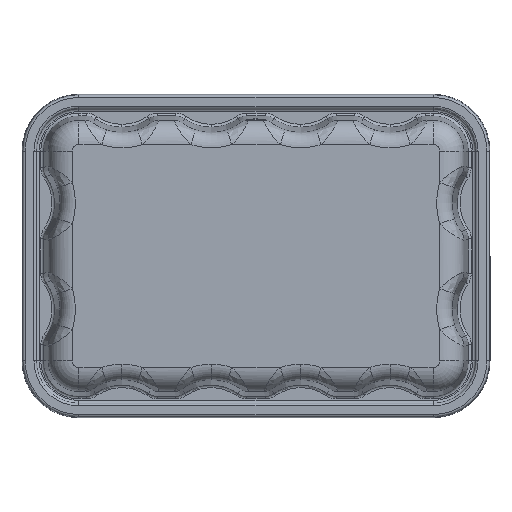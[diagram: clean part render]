
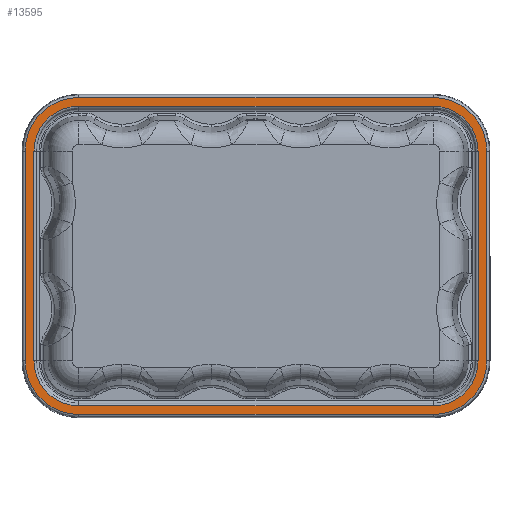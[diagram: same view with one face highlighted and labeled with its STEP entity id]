
A CAD part, front view. The second image highlights one B-rep face of the part: STEP entity #13595.
In plain terms, the highlighted planar face has unit normal (0, -1, 0).
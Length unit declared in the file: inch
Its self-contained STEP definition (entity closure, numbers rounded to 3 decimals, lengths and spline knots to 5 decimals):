
#7 = CIRCLE ( 'NONE', #103, 0.4655 ) ;
#64 = CARTESIAN_POINT ( 'NONE',  ( -1.838, -0.145, 1.088 ) ) ;
#65 = DIRECTION ( 'NONE',  ( 0., 0., 1. ) ) ;
#66 = DIRECTION ( 'NONE',  ( 0., 1., 0. ) ) ;
#102 = CARTESIAN_POINT ( 'NONE',  ( -1.838, -0.145, 1.088 ) ) ;
#103 = AXIS2_PLACEMENT_3D ( 'NONE', #102, #66, #65 ) ;
#132 = DIRECTION ( 'NONE',  ( 0., 0., 1. ) ) ;
#133 = DIRECTION ( 'NONE',  ( 0., 1., 0. ) ) ;
#134 = AXIS2_PLACEMENT_3D ( 'NONE', #64, #133, #132 ) ;
#135 = CIRCLE ( 'NONE', #134, 0.55605 ) ;
#280 = DIRECTION ( 'NONE',  ( 1., 0., 0. ) ) ;
#281 = VECTOR ( 'NONE', #280, 39.37008 ) ;
#282 = CARTESIAN_POINT ( 'NONE',  ( -1.838, -0.145, 1.64405 ) ) ;
#283 = LINE ( 'NONE', #282, #281 ) ;
#592 = CARTESIAN_POINT ( 'NONE',  ( -1.838, -0.145, 1.64405 ) ) ;
#5975 = DIRECTION ( 'NONE',  ( 0., 0., 1. ) ) ;
#5976 = DIRECTION ( 'NONE',  ( 0., 1., 0. ) ) ;
#5977 = AXIS2_PLACEMENT_3D ( 'NONE', #5984, #5976, #5975 ) ;
#5978 = CIRCLE ( 'NONE', #5977, 0.4655 ) ;
#5984 = CARTESIAN_POINT ( 'NONE',  ( -1.838, -0.145, -1.088 ) ) ;
#6000 = CARTESIAN_POINT ( 'NONE',  ( 1.838, -0.145, -1.64405 ) ) ;
#6002 = DIRECTION ( 'NONE',  ( -1., 0., 0. ) ) ;
#6032 = VECTOR ( 'NONE', #6002, 39.37008 ) ;
#6034 = CARTESIAN_POINT ( 'NONE',  ( 1.838, -0.145, -1.64405 ) ) ;
#6077 = CARTESIAN_POINT ( 'NONE',  ( -1.838, -0.145, -1.5535 ) ) ;
#6103 = LINE ( 'NONE', #6000, #6032 ) ;
#6403 = CARTESIAN_POINT ( 'NONE',  ( -2.3035, -0.145, -1.088 ) ) ;
#6405 = DIRECTION ( 'NONE',  ( -1., 0., 0. ) ) ;
#6406 = VECTOR ( 'NONE', #6405, 39.37008 ) ;
#6407 = CARTESIAN_POINT ( 'NONE',  ( 1.838, -0.145, -1.5535 ) ) ;
#6408 = LINE ( 'NONE', #6407, #6406 ) ;
#6741 = CARTESIAN_POINT ( 'NONE',  ( 1.838, -0.145, -1.5535 ) ) ;
#11736 = CIRCLE ( 'NONE', #11762, 0.55605 ) ;
#11751 = CARTESIAN_POINT ( 'NONE',  ( -2.39405, -0.145, -1.088 ) ) ;
#11752 = DIRECTION ( 'NONE',  ( 0., 0., 1. ) ) ;
#11753 = DIRECTION ( 'NONE',  ( 0., 1., 0. ) ) ;
#11761 = CARTESIAN_POINT ( 'NONE',  ( -1.838, -0.145, -1.088 ) ) ;
#11762 = AXIS2_PLACEMENT_3D ( 'NONE', #11761, #11753, #11752 ) ;
#11906 = CARTESIAN_POINT ( 'NONE',  ( -1.838, -0.145, -1.64405 ) ) ;
#13355 = EDGE_CURVE ( 'NONE', #13432, #13551, #17817, .T. ) ;
#13362 = VERTEX_POINT ( 'NONE', #17794 ) ;
#13394 = VERTEX_POINT ( 'NONE', #17939 ) ;
#13400 = VERTEX_POINT ( 'NONE', #17927 ) ;
#13410 = EDGE_CURVE ( 'NONE', #13574, #13531, #17784, .T. ) ;
#13412 = VERTEX_POINT ( 'NONE', #17779 ) ;
#13417 = EDGE_CURVE ( 'NONE', #13531, #13412, #17773, .T. ) ;
#13432 = VERTEX_POINT ( 'NONE', #17871 ) ;
#13524 = VERTEX_POINT ( 'NONE', #18065 ) ;
#13526 = EDGE_CURVE ( 'NONE', #13412, #15523, #18229, .T. ) ;
#13531 = VERTEX_POINT ( 'NONE', #18225 ) ;
#13551 = VERTEX_POINT ( 'NONE', #18419 ) ;
#13569 = EDGE_CURVE ( 'NONE', #13524, #15830, #18251, .T. ) ;
#13574 = VERTEX_POINT ( 'NONE', #18310 ) ;
#13577 = EDGE_CURVE ( 'NONE', #13551, #13524, #18345, .T. ) ;
#13595 = ADVANCED_FACE ( 'NONE', ( #18334, #18333 ), #18332, .F. ) ;
#13596 = ORIENTED_EDGE ( 'NONE', *, *, #13601, .F. ) ;
#13597 = ORIENTED_EDGE ( 'NONE', *, *, #13526, .F. ) ;
#13600 = EDGE_CURVE ( 'NONE', #13362, #13432, #18383, .T. ) ;
#13601 = EDGE_CURVE ( 'NONE', #13394, #15656, #18379, .T. ) ;
#13605 = EDGE_CURVE ( 'NONE', #13400, #17500, #18375, .T. ) ;
#13609 = ORIENTED_EDGE ( 'NONE', *, *, #13577, .T. ) ;
#13611 = ORIENTED_EDGE ( 'NONE', *, *, #13355, .T. ) ;
#13614 = ORIENTED_EDGE ( 'NONE', *, *, #13647, .T. ) ;
#13636 = ORIENTED_EDGE ( 'NONE', *, *, #13417, .F. ) ;
#13637 = ORIENTED_EDGE ( 'NONE', *, *, #13410, .F. ) ;
#13638 = ORIENTED_EDGE ( 'NONE', *, *, #13686, .F. ) ;
#13639 = ORIENTED_EDGE ( 'NONE', *, *, #13660, .F. ) ;
#13647 = EDGE_CURVE ( 'NONE', #13394, #13362, #7, .T. ) ;
#13659 = EDGE_LOOP ( 'NONE', ( #13596, #13614, #13709, #13611, #13609, #13749, #13784, #13764 ) ) ;
#13660 = EDGE_CURVE ( 'NONE', #13400, #13779, #135, .T. ) ;
#13686 = EDGE_CURVE ( 'NONE', #13779, #13574, #283, .T. ) ;
#13700 = ORIENTED_EDGE ( 'NONE', *, *, #13605, .T. ) ;
#13701 = ORIENTED_EDGE ( 'NONE', *, *, #17499, .F. ) ;
#13702 = ORIENTED_EDGE ( 'NONE', *, *, #15525, .F. ) ;
#13709 = ORIENTED_EDGE ( 'NONE', *, *, #13600, .T. ) ;
#13749 = ORIENTED_EDGE ( 'NONE', *, *, #13569, .T. ) ;
#13764 = ORIENTED_EDGE ( 'NONE', *, *, #15519, .T. ) ;
#13765 = EDGE_LOOP ( 'NONE', ( #13700, #13701, #13702, #13597, #13636, #13637, #13638, #13639 ) ) ;
#13779 = VERTEX_POINT ( 'NONE', #592 ) ;
#13784 = ORIENTED_EDGE ( 'NONE', *, *, #15675, .T. ) ;
#15519 = EDGE_CURVE ( 'NONE', #15535, #15656, #5978, .T. ) ;
#15523 = VERTEX_POINT ( 'NONE', #6034 ) ;
#15525 = EDGE_CURVE ( 'NONE', #15523, #17510, #6103, .T. ) ;
#15535 = VERTEX_POINT ( 'NONE', #6077 ) ;
#15656 = VERTEX_POINT ( 'NONE', #6403 ) ;
#15675 = EDGE_CURVE ( 'NONE', #15830, #15535, #6408, .T. ) ;
#15830 = VERTEX_POINT ( 'NONE', #6741 ) ;
#17499 = EDGE_CURVE ( 'NONE', #17510, #17500, #11736, .T. ) ;
#17500 = VERTEX_POINT ( 'NONE', #11751 ) ;
#17510 = VERTEX_POINT ( 'NONE', #11906 ) ;
#17770 = DIRECTION ( 'NONE',  ( 0., 0., -1. ) ) ;
#17771 = VECTOR ( 'NONE', #17770, 39.37008 ) ;
#17772 = CARTESIAN_POINT ( 'NONE',  ( 2.39405, -0.145, 1.088 ) ) ;
#17773 = LINE ( 'NONE', #17772, #17771 ) ;
#17779 = CARTESIAN_POINT ( 'NONE',  ( 2.39405, -0.145, -1.088 ) ) ;
#17780 = DIRECTION ( 'NONE',  ( 0., 0., 1. ) ) ;
#17781 = DIRECTION ( 'NONE',  ( 0., 1., 0. ) ) ;
#17782 = CARTESIAN_POINT ( 'NONE',  ( 1.838, -0.145, 1.088 ) ) ;
#17783 = AXIS2_PLACEMENT_3D ( 'NONE', #17782, #17781, #17780 ) ;
#17784 = CIRCLE ( 'NONE', #17783, 0.55605 ) ;
#17794 = CARTESIAN_POINT ( 'NONE',  ( -1.838, -0.145, 1.5535 ) ) ;
#17813 = DIRECTION ( 'NONE',  ( 0., 0., 1. ) ) ;
#17814 = DIRECTION ( 'NONE',  ( 0., 1., 0. ) ) ;
#17815 = CARTESIAN_POINT ( 'NONE',  ( 1.838, -0.145, 1.088 ) ) ;
#17816 = AXIS2_PLACEMENT_3D ( 'NONE', #17815, #17814, #17813 ) ;
#17817 = CIRCLE ( 'NONE', #17816, 0.4655 ) ;
#17871 = CARTESIAN_POINT ( 'NONE',  ( 1.838, -0.145, 1.5535 ) ) ;
#17927 = CARTESIAN_POINT ( 'NONE',  ( -2.39405, -0.145, 1.088 ) ) ;
#17939 = CARTESIAN_POINT ( 'NONE',  ( -2.3035, -0.145, 1.088 ) ) ;
#18065 = CARTESIAN_POINT ( 'NONE',  ( 2.3035, -0.145, -1.088 ) ) ;
#18199 = CARTESIAN_POINT ( 'NONE',  ( 1.838, -0.145, -1.088 ) ) ;
#18203 = DIRECTION ( 'NONE',  ( 0., 0., 1. ) ) ;
#18220 = DIRECTION ( 'NONE',  ( 0., 1., 0. ) ) ;
#18221 = AXIS2_PLACEMENT_3D ( 'NONE', #18199, #18220, #18203 ) ;
#18225 = CARTESIAN_POINT ( 'NONE',  ( 2.39405, -0.145, 1.088 ) ) ;
#18229 = CIRCLE ( 'NONE', #18221, 0.55605 ) ;
#18251 = CIRCLE ( 'NONE', #18319, 0.4655 ) ;
#18310 = CARTESIAN_POINT ( 'NONE',  ( 1.838, -0.145, 1.64405 ) ) ;
#18318 = DIRECTION ( 'NONE',  ( 0., 0., 1. ) ) ;
#18319 = AXIS2_PLACEMENT_3D ( 'NONE', #18330, #18393, #18318 ) ;
#18330 = CARTESIAN_POINT ( 'NONE',  ( 1.838, -0.145, -1.088 ) ) ;
#18332 = PLANE ( 'NONE',  #18431 ) ;
#18333 = FACE_OUTER_BOUND ( 'NONE', #13765, .T. ) ;
#18334 = FACE_BOUND ( 'NONE', #13659, .T. ) ;
#18344 = CARTESIAN_POINT ( 'NONE',  ( 2.3035, -0.145, 1.088 ) ) ;
#18345 = LINE ( 'NONE', #18344, #18407 ) ;
#18372 = DIRECTION ( 'NONE',  ( 0., 0., -1. ) ) ;
#18373 = VECTOR ( 'NONE', #18372, 39.37008 ) ;
#18374 = CARTESIAN_POINT ( 'NONE',  ( -2.39405, -0.145, 1.088 ) ) ;
#18375 = LINE ( 'NONE', #18374, #18373 ) ;
#18376 = DIRECTION ( 'NONE',  ( 0., 0., -1. ) ) ;
#18377 = VECTOR ( 'NONE', #18376, 39.37008 ) ;
#18378 = CARTESIAN_POINT ( 'NONE',  ( -2.3035, -0.145, 1.088 ) ) ;
#18379 = LINE ( 'NONE', #18378, #18377 ) ;
#18380 = DIRECTION ( 'NONE',  ( 1., 0., 0. ) ) ;
#18381 = VECTOR ( 'NONE', #18380, 39.37008 ) ;
#18382 = CARTESIAN_POINT ( 'NONE',  ( -1.838, -0.145, 1.5535 ) ) ;
#18383 = LINE ( 'NONE', #18382, #18381 ) ;
#18393 = DIRECTION ( 'NONE',  ( 0., 1., 0. ) ) ;
#18406 = DIRECTION ( 'NONE',  ( 0., 0., -1. ) ) ;
#18407 = VECTOR ( 'NONE', #18406, 39.37008 ) ;
#18419 = CARTESIAN_POINT ( 'NONE',  ( 2.3035, -0.145, 1.088 ) ) ;
#18428 = DIRECTION ( 'NONE',  ( -1., 0., 0. ) ) ;
#18429 = DIRECTION ( 'NONE',  ( 0., 1., 0. ) ) ;
#18430 = CARTESIAN_POINT ( 'NONE',  ( -2.39405, -0.145, 1.088 ) ) ;
#18431 = AXIS2_PLACEMENT_3D ( 'NONE', #18430, #18429, #18428 ) ;
